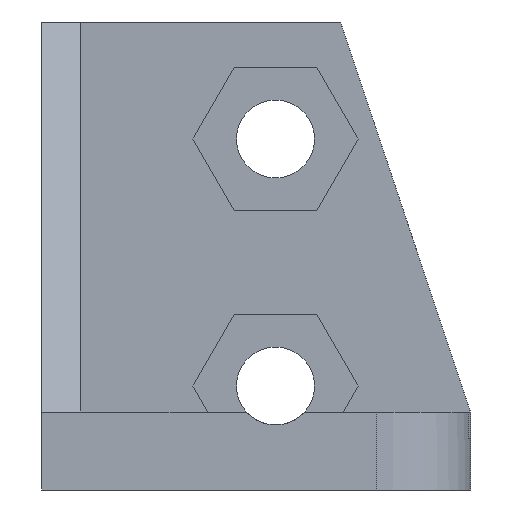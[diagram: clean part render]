
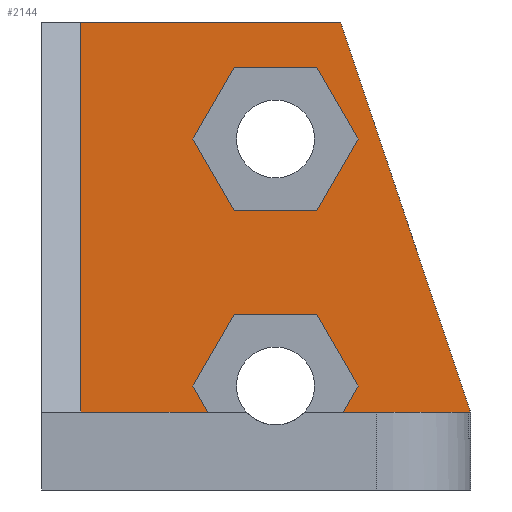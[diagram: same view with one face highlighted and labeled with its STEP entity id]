
A CAD part, left-side view. The second image highlights one B-rep face of the part: STEP entity #2144.
In plain terms, the highlighted planar face has unit normal (-1, 0, 0).
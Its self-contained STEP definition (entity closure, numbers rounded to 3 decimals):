
#304 = CARTESIAN_POINT ( 'NONE',  ( 4.5, -1.588, 1.25 ) ) ;
#307 = CARTESIAN_POINT ( 'NONE',  ( 4.5, -3.175, 13.5 ) ) ;
#310 = CARTESIAN_POINT ( 'NONE',  ( 4.5, 1.588, 1.25 ) ) ;
#312 = CARTESIAN_POINT ( 'NONE',  ( 4.5, -1.588, 16.25 ) ) ;
#315 = CARTESIAN_POINT ( 'NONE',  ( 4.5, -1.588, 10.75 ) ) ;
#317 = CARTESIAN_POINT ( 'NONE',  ( 4.5, -2.5, 18. ) ) ;
#322 = CARTESIAN_POINT ( 'NONE',  ( 4.5, 7.5, 18. ) ) ;
#348 = VECTOR ( 'NONE', #1715, 1000. ) ;
#356 = VECTOR ( 'NONE', #1633, 1000. ) ;
#357 = VECTOR ( 'NONE', #1630, 1000. ) ;
#358 = VECTOR ( 'NONE', #1617, 1000. ) ;
#359 = VECTOR ( 'NONE', #1646, 1000. ) ;
#360 = VECTOR ( 'NONE', #1643, 1000. ) ;
#361 = VECTOR ( 'NONE', #1579, 1000. ) ;
#362 = VECTOR ( 'NONE', #1621, 1000. ) ;
#368 = VECTOR ( 'NONE', #1636, 1000. ) ;
#369 = VECTOR ( 'NONE', #1641, 1000. ) ;
#372 = VECTOR ( 'NONE', #1712, 1000. ) ;
#381 = AXIS2_PLACEMENT_3D ( 'NONE', #1650, #1651, #1652 ) ;
#382 = VECTOR ( 'NONE', #1627, 1000. ) ;
#383 = CIRCLE ( 'NONE', #381, 3.5 ) ;
#385 = VECTOR ( 'NONE', #1624, 1000. ) ;
#390 = VECTOR ( 'NONE', #1654, 1000. ) ;
#394 = VECTOR ( 'NONE', #1639, 1000. ) ;
#456 = DIRECTION ( 'NONE',  ( 1., 0., 0. ) ) ;
#457 = FACE_BOUND ( 'NONE', #2056, .T. ) ;
#460 = CARTESIAN_POINT ( 'NONE',  ( 4.5, -7.5, 0. ) ) ;
#461 = FACE_BOUND ( 'NONE', #2062, .T. ) ;
#463 = FACE_OUTER_BOUND ( 'NONE', #2001, .T. ) ;
#464 = PLANE ( 'NONE',  #1451 ) ;
#466 = DIRECTION ( 'NONE',  ( 0., 0., -1. ) ) ;
#601 = LINE ( 'NONE', #602, #1246 ) ;
#602 = CARTESIAN_POINT ( 'NONE',  ( 4.5, -3.9, 3. ) ) ;
#603 = DIRECTION ( 'NONE',  ( 0., -1., 0. ) ) ;
#818 = CARTESIAN_POINT ( 'NONE',  ( 4.5, 0., 4. ) ) ;
#819 = DIRECTION ( 'NONE',  ( -1., 0., 0. ) ) ;
#820 = DIRECTION ( 'NONE',  ( 0., 0., 1. ) ) ;
#855 = LINE ( 'NONE', #856, #2105 ) ;
#856 = CARTESIAN_POINT ( 'NONE',  ( 4.5, -3.9, 3. ) ) ;
#857 = DIRECTION ( 'NONE',  ( 0., -1., 0. ) ) ;
#1047 = CARTESIAN_POINT ( 'NONE',  ( 4.5, -3.354, 3. ) ) ;
#1048 = CARTESIAN_POINT ( 'NONE',  ( 4.5, -7.5, 3. ) ) ;
#1184 = EDGE_CURVE ( 'NONE', #1349, #1344, #1569, .T. ) ;
#1219 = VERTEX_POINT ( 'NONE', #1611 ) ;
#1222 = EDGE_CURVE ( 'NONE', #1348, #1349, #1615, .T. ) ;
#1223 = EDGE_CURVE ( 'NONE', #1955, #1348, #1619, .T. ) ;
#1224 = EDGE_CURVE ( 'NONE', #1966, #1955, #1613, .T. ) ;
#1225 = EDGE_CURVE ( 'NONE', #1342, #1966, #1614, .T. ) ;
#1226 = EDGE_CURVE ( 'NONE', #1344, #1342, #1620, .T. ) ;
#1227 = EDGE_CURVE ( 'NONE', #1997, #1353, #1623, .T. ) ;
#1228 = EDGE_CURVE ( 'NONE', #1989, #1997, #1626, .T. ) ;
#1229 = EDGE_CURVE ( 'NONE', #2013, #1989, #1629, .T. ) ;
#1230 = EDGE_CURVE ( 'NONE', #1346, #2013, #1632, .T. ) ;
#1231 = EDGE_CURVE ( 'NONE', #1347, #1346, #1635, .T. ) ;
#1232 = EDGE_CURVE ( 'NONE', #1353, #1347, #1638, .T. ) ;
#1233 = EDGE_CURVE ( 'NONE', #1324, #1852, #383, .T. ) ;
#1234 = EDGE_CURVE ( 'NONE', #2024, #1853, #1649, .T. ) ;
#1246 = VECTOR ( 'NONE', #603, 1000. ) ;
#1324 = VERTEX_POINT ( 'NONE', #1671 ) ;
#1334 = VERTEX_POINT ( 'NONE', #1681 ) ;
#1342 = VERTEX_POINT ( 'NONE', #1689 ) ;
#1344 = VERTEX_POINT ( 'NONE', #1691 ) ;
#1346 = VERTEX_POINT ( 'NONE', #1693 ) ;
#1347 = VERTEX_POINT ( 'NONE', #1694 ) ;
#1348 = VERTEX_POINT ( 'NONE', #1695 ) ;
#1349 = VERTEX_POINT ( 'NONE', #1696 ) ;
#1353 = VERTEX_POINT ( 'NONE', #1700 ) ;
#1359 = EDGE_CURVE ( 'NONE', #1334, #2052, #1708, .T. ) ;
#1360 = EDGE_CURVE ( 'NONE', #2052, #2024, #1709, .T. ) ;
#1451 = AXIS2_PLACEMENT_3D ( 'NONE', #460, #456, #466 ) ;
#1569 = LINE ( 'NONE', #1577, #361 ) ;
#1577 = CARTESIAN_POINT ( 'NONE',  ( 4.5, -1.588, 6.75 ) ) ;
#1579 = DIRECTION ( 'NONE',  ( 0., 1., 0. ) ) ;
#1611 = CARTESIAN_POINT ( 'NONE',  ( 4.5, 3.354, 3. ) ) ;
#1613 = LINE ( 'NONE', #1622, #385 ) ;
#1614 = LINE ( 'NONE', #1625, #382 ) ;
#1615 = LINE ( 'NONE', #1616, #358 ) ;
#1616 = CARTESIAN_POINT ( 'NONE',  ( 4.5, -3.175, 4. ) ) ;
#1617 = DIRECTION ( 'NONE',  ( 0., 0.5, 0.866 ) ) ;
#1618 = CARTESIAN_POINT ( 'NONE',  ( 4.5, -1.588, 1.25 ) ) ;
#1619 = LINE ( 'NONE', #1618, #362 ) ;
#1620 = LINE ( 'NONE', #1628, #357 ) ;
#1621 = DIRECTION ( 'NONE',  ( 0., -0.5, 0.866 ) ) ;
#1622 = CARTESIAN_POINT ( 'NONE',  ( 4.5, 1.588, 1.25 ) ) ;
#1623 = LINE ( 'NONE', #1631, #356 ) ;
#1624 = DIRECTION ( 'NONE',  ( 0., -1., 0. ) ) ;
#1625 = CARTESIAN_POINT ( 'NONE',  ( 4.5, 3.175, 4. ) ) ;
#1626 = LINE ( 'NONE', #1634, #368 ) ;
#1627 = DIRECTION ( 'NONE',  ( 0., -0.5, -0.866 ) ) ;
#1628 = CARTESIAN_POINT ( 'NONE',  ( 4.5, 1.588, 6.75 ) ) ;
#1629 = LINE ( 'NONE', #1637, #394 ) ;
#1630 = DIRECTION ( 'NONE',  ( 0., 0.5, -0.866 ) ) ;
#1631 = CARTESIAN_POINT ( 'NONE',  ( 4.5, -1.588, 16.25 ) ) ;
#1632 = LINE ( 'NONE', #1640, #369 ) ;
#1633 = DIRECTION ( 'NONE',  ( 0., 1., 0. ) ) ;
#1634 = CARTESIAN_POINT ( 'NONE',  ( 4.5, -3.175, 13.5 ) ) ;
#1635 = LINE ( 'NONE', #1642, #360 ) ;
#1636 = DIRECTION ( 'NONE',  ( 0., 0.5, 0.866 ) ) ;
#1637 = CARTESIAN_POINT ( 'NONE',  ( 4.5, -1.588, 10.75 ) ) ;
#1638 = LINE ( 'NONE', #1644, #359 ) ;
#1639 = DIRECTION ( 'NONE',  ( 0., -0.5, 0.866 ) ) ;
#1640 = CARTESIAN_POINT ( 'NONE',  ( 4.5, 1.588, 10.75 ) ) ;
#1641 = DIRECTION ( 'NONE',  ( 0., -1., 0. ) ) ;
#1642 = CARTESIAN_POINT ( 'NONE',  ( 4.5, 3.175, 13.5 ) ) ;
#1643 = DIRECTION ( 'NONE',  ( 0., -0.5, -0.866 ) ) ;
#1644 = CARTESIAN_POINT ( 'NONE',  ( 4.5, 1.588, 16.25 ) ) ;
#1645 = CARTESIAN_POINT ( 'NONE',  ( 4.5, -7.5, 3. ) ) ;
#1646 = DIRECTION ( 'NONE',  ( 0., 0.5, -0.866 ) ) ;
#1649 = LINE ( 'NONE', #1645, #390 ) ;
#1650 = CARTESIAN_POINT ( 'NONE',  ( 4.5, 0., 4. ) ) ;
#1651 = DIRECTION ( 'NONE',  ( -1., 0., 0. ) ) ;
#1652 = DIRECTION ( 'NONE',  ( 0., 0., 1. ) ) ;
#1654 = DIRECTION ( 'NONE',  ( 0., -0.316, -0.949 ) ) ;
#1671 = CARTESIAN_POINT ( 'NONE',  ( 4.5, 0., 0.5 ) ) ;
#1681 = CARTESIAN_POINT ( 'NONE',  ( 4.5, 7.5, 3. ) ) ;
#1689 = CARTESIAN_POINT ( 'NONE',  ( 4.5, 3.175, 4. ) ) ;
#1691 = CARTESIAN_POINT ( 'NONE',  ( 4.5, 1.588, 6.75 ) ) ;
#1693 = CARTESIAN_POINT ( 'NONE',  ( 4.5, 1.588, 10.75 ) ) ;
#1694 = CARTESIAN_POINT ( 'NONE',  ( 4.5, 3.175, 13.5 ) ) ;
#1695 = CARTESIAN_POINT ( 'NONE',  ( 4.5, -3.175, 4. ) ) ;
#1696 = CARTESIAN_POINT ( 'NONE',  ( 4.5, -1.588, 6.75 ) ) ;
#1700 = CARTESIAN_POINT ( 'NONE',  ( 4.5, 1.588, 16.25 ) ) ;
#1708 = LINE ( 'NONE', #1711, #372 ) ;
#1709 = LINE ( 'NONE', #1713, #348 ) ;
#1711 = CARTESIAN_POINT ( 'NONE',  ( 4.5, 7.5, 0. ) ) ;
#1712 = DIRECTION ( 'NONE',  ( 0., 0., 1. ) ) ;
#1713 = CARTESIAN_POINT ( 'NONE',  ( 4.5, 7.5, 18. ) ) ;
#1715 = DIRECTION ( 'NONE',  ( 0., -1., 0. ) ) ;
#1852 = VERTEX_POINT ( 'NONE', #1047 ) ;
#1853 = VERTEX_POINT ( 'NONE', #1048 ) ;
#1955 = VERTEX_POINT ( 'NONE', #304 ) ;
#1966 = VERTEX_POINT ( 'NONE', #310 ) ;
#1989 = VERTEX_POINT ( 'NONE', #307 ) ;
#1997 = VERTEX_POINT ( 'NONE', #312 ) ;
#2001 = EDGE_LOOP ( 'NONE', ( #2543, #2329, #2381, #2328, #2404, #2460, #2480 ) ) ;
#2013 = VERTEX_POINT ( 'NONE', #315 ) ;
#2024 = VERTEX_POINT ( 'NONE', #317 ) ;
#2052 = VERTEX_POINT ( 'NONE', #322 ) ;
#2056 = EDGE_LOOP ( 'NONE', ( #2471, #2597, #2486, #2352, #2366, #2359 ) ) ;
#2062 = EDGE_LOOP ( 'NONE', ( #2548, #2598, #2491, #2283, #2413, #2401 ) ) ;
#2080 = CIRCLE ( 'NONE', #2083, 3.5 ) ;
#2083 = AXIS2_PLACEMENT_3D ( 'NONE', #818, #819, #820 ) ;
#2105 = VECTOR ( 'NONE', #857, 1000. ) ;
#2144 = ADVANCED_FACE ( 'NONE', ( #461, #457, #463 ), #464, .F. ) ;
#2172 = EDGE_CURVE ( 'NONE', #1334, #1219, #601, .T. ) ;
#2238 = EDGE_CURVE ( 'NONE', #1219, #1324, #2080, .T. ) ;
#2251 = EDGE_CURVE ( 'NONE', #1852, #1853, #855, .T. ) ;
#2283 = ORIENTED_EDGE ( 'NONE', *, *, #1224, .F. ) ;
#2328 = ORIENTED_EDGE ( 'NONE', *, *, #2251, .T. ) ;
#2329 = ORIENTED_EDGE ( 'NONE', *, *, #2238, .T. ) ;
#2352 = ORIENTED_EDGE ( 'NONE', *, *, #1230, .F. ) ;
#2359 = ORIENTED_EDGE ( 'NONE', *, *, #1232, .F. ) ;
#2366 = ORIENTED_EDGE ( 'NONE', *, *, #1231, .F. ) ;
#2381 = ORIENTED_EDGE ( 'NONE', *, *, #1233, .T. ) ;
#2401 = ORIENTED_EDGE ( 'NONE', *, *, #1226, .F. ) ;
#2404 = ORIENTED_EDGE ( 'NONE', *, *, #1234, .F. ) ;
#2413 = ORIENTED_EDGE ( 'NONE', *, *, #1225, .F. ) ;
#2460 = ORIENTED_EDGE ( 'NONE', *, *, #1360, .F. ) ;
#2471 = ORIENTED_EDGE ( 'NONE', *, *, #1227, .F. ) ;
#2480 = ORIENTED_EDGE ( 'NONE', *, *, #1359, .F. ) ;
#2486 = ORIENTED_EDGE ( 'NONE', *, *, #1229, .F. ) ;
#2491 = ORIENTED_EDGE ( 'NONE', *, *, #1223, .F. ) ;
#2543 = ORIENTED_EDGE ( 'NONE', *, *, #2172, .T. ) ;
#2548 = ORIENTED_EDGE ( 'NONE', *, *, #1184, .F. ) ;
#2597 = ORIENTED_EDGE ( 'NONE', *, *, #1228, .F. ) ;
#2598 = ORIENTED_EDGE ( 'NONE', *, *, #1222, .F. ) ;
